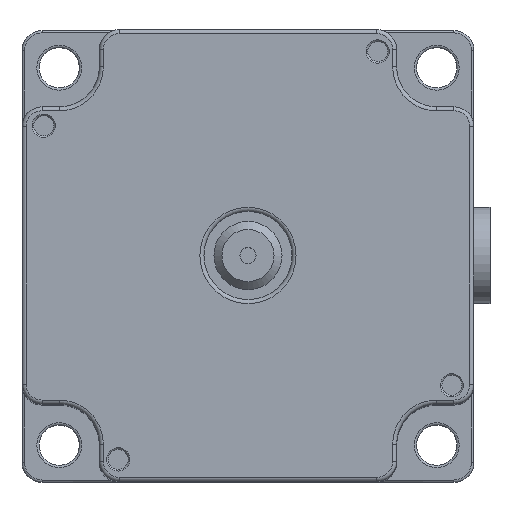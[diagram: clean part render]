
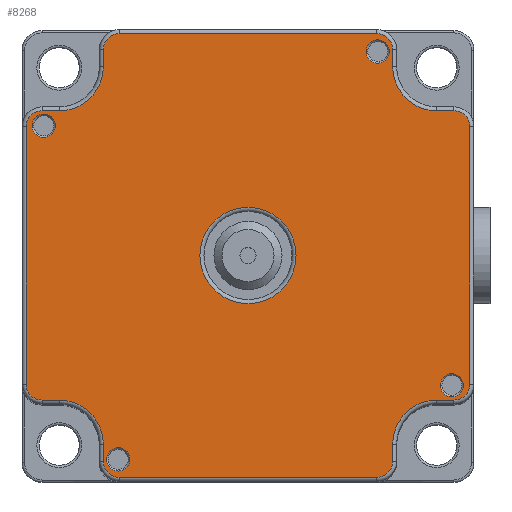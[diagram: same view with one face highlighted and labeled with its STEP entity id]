
A CAD part, top view. The second image highlights one B-rep face of the part: STEP entity #8268.
In plain terms, the highlighted planar face has unit normal (0, 0, 1).
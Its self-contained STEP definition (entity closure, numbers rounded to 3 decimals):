
#14=FACE_BOUND('',#2362,.T.);
#15=FACE_BOUND('',#2363,.T.);
#16=FACE_BOUND('',#2364,.T.);
#17=FACE_BOUND('',#2365,.T.);
#18=FACE_BOUND('',#2366,.T.);
#406=LINE('',#14218,#829);
#407=LINE('',#14222,#830);
#408=LINE('',#14226,#831);
#409=LINE('',#14230,#832);
#410=LINE('',#14234,#833);
#411=LINE('',#14238,#834);
#412=LINE('',#14242,#835);
#413=LINE('',#14246,#836);
#414=LINE('',#14250,#837);
#415=LINE('',#14254,#838);
#416=LINE('',#14258,#839);
#417=LINE('',#14262,#840);
#829=VECTOR('',#10374,2.15);
#830=VECTOR('',#10377,32.1);
#831=VECTOR('',#10380,2.15);
#832=VECTOR('',#10383,2.15);
#833=VECTOR('',#10386,32.1);
#834=VECTOR('',#10389,2.15);
#835=VECTOR('',#10392,2.15);
#836=VECTOR('',#10395,32.1);
#837=VECTOR('',#10398,2.15);
#838=VECTOR('',#10401,2.15);
#839=VECTOR('',#10404,32.1);
#840=VECTOR('',#10407,2.15);
#1799=FACE_OUTER_BOUND('',#2361,.T.);
#2361=EDGE_LOOP('',(#6018,#6019,#6020,#6021,#6022,#6023,#6024,#6025,#6026,
#6027,#6028,#6029,#6030,#6031,#6032,#6033,#6034,#6035,#6036,#6037,#6038,
#6039,#6040,#6041));
#2362=EDGE_LOOP('',(#6042));
#2363=EDGE_LOOP('',(#6043));
#2364=EDGE_LOOP('',(#6044));
#2365=EDGE_LOOP('',(#6045));
#2366=EDGE_LOOP('',(#6046));
#2931=CIRCLE('',#8953,2.);
#2932=CIRCLE('',#8954,2.);
#2933=CIRCLE('',#8955,5.5);
#2934=CIRCLE('',#8956,2.);
#2935=CIRCLE('',#8957,2.);
#2936=CIRCLE('',#8958,5.5);
#2937=CIRCLE('',#8959,2.);
#2938=CIRCLE('',#8960,2.);
#2939=CIRCLE('',#8961,5.5);
#2940=CIRCLE('',#8962,2.);
#2941=CIRCLE('',#8963,2.);
#2942=CIRCLE('',#8964,5.5);
#2943=CIRCLE('',#8965,6.);
#2944=CIRCLE('',#8966,1.45);
#2945=CIRCLE('',#8967,1.45);
#2946=CIRCLE('',#8968,1.45);
#2947=CIRCLE('',#8969,1.45);
#3560=VERTEX_POINT('',#14216);
#3561=VERTEX_POINT('',#14217);
#3562=VERTEX_POINT('',#14219);
#3563=VERTEX_POINT('',#14221);
#3564=VERTEX_POINT('',#14223);
#3565=VERTEX_POINT('',#14225);
#3566=VERTEX_POINT('',#14227);
#3567=VERTEX_POINT('',#14229);
#3568=VERTEX_POINT('',#14231);
#3569=VERTEX_POINT('',#14233);
#3570=VERTEX_POINT('',#14235);
#3571=VERTEX_POINT('',#14237);
#3572=VERTEX_POINT('',#14239);
#3573=VERTEX_POINT('',#14241);
#3574=VERTEX_POINT('',#14243);
#3575=VERTEX_POINT('',#14245);
#3576=VERTEX_POINT('',#14247);
#3577=VERTEX_POINT('',#14249);
#3578=VERTEX_POINT('',#14251);
#3579=VERTEX_POINT('',#14253);
#3580=VERTEX_POINT('',#14255);
#3581=VERTEX_POINT('',#14257);
#3582=VERTEX_POINT('',#14259);
#3583=VERTEX_POINT('',#14261);
#3584=VERTEX_POINT('',#14264);
#3585=VERTEX_POINT('',#14266);
#3586=VERTEX_POINT('',#14268);
#3587=VERTEX_POINT('',#14270);
#3588=VERTEX_POINT('',#14272);
#4445=EDGE_CURVE('',#3560,#3561,#406,.T.);
#4446=EDGE_CURVE('',#3561,#3562,#2931,.T.);
#4447=EDGE_CURVE('',#3562,#3563,#407,.T.);
#4448=EDGE_CURVE('',#3563,#3564,#2932,.T.);
#4449=EDGE_CURVE('',#3564,#3565,#408,.T.);
#4450=EDGE_CURVE('',#3565,#3566,#2933,.F.);
#4451=EDGE_CURVE('',#3566,#3567,#409,.T.);
#4452=EDGE_CURVE('',#3567,#3568,#2934,.T.);
#4453=EDGE_CURVE('',#3568,#3569,#410,.T.);
#4454=EDGE_CURVE('',#3569,#3570,#2935,.T.);
#4455=EDGE_CURVE('',#3570,#3571,#411,.T.);
#4456=EDGE_CURVE('',#3571,#3572,#2936,.F.);
#4457=EDGE_CURVE('',#3572,#3573,#412,.T.);
#4458=EDGE_CURVE('',#3573,#3574,#2937,.T.);
#4459=EDGE_CURVE('',#3574,#3575,#413,.T.);
#4460=EDGE_CURVE('',#3575,#3576,#2938,.T.);
#4461=EDGE_CURVE('',#3576,#3577,#414,.T.);
#4462=EDGE_CURVE('',#3577,#3578,#2939,.F.);
#4463=EDGE_CURVE('',#3578,#3579,#415,.T.);
#4464=EDGE_CURVE('',#3579,#3580,#2940,.T.);
#4465=EDGE_CURVE('',#3580,#3581,#416,.T.);
#4466=EDGE_CURVE('',#3581,#3582,#2941,.T.);
#4467=EDGE_CURVE('',#3582,#3583,#417,.T.);
#4468=EDGE_CURVE('',#3583,#3560,#2942,.F.);
#4469=EDGE_CURVE('',#3584,#3584,#2943,.F.);
#4470=EDGE_CURVE('',#3585,#3585,#2944,.F.);
#4471=EDGE_CURVE('',#3586,#3586,#2945,.F.);
#4472=EDGE_CURVE('',#3587,#3587,#2946,.F.);
#4473=EDGE_CURVE('',#3588,#3588,#2947,.F.);
#6018=ORIENTED_EDGE('',*,*,#4445,.T.);
#6019=ORIENTED_EDGE('',*,*,#4446,.T.);
#6020=ORIENTED_EDGE('',*,*,#4447,.T.);
#6021=ORIENTED_EDGE('',*,*,#4448,.T.);
#6022=ORIENTED_EDGE('',*,*,#4449,.T.);
#6023=ORIENTED_EDGE('',*,*,#4450,.T.);
#6024=ORIENTED_EDGE('',*,*,#4451,.T.);
#6025=ORIENTED_EDGE('',*,*,#4452,.T.);
#6026=ORIENTED_EDGE('',*,*,#4453,.T.);
#6027=ORIENTED_EDGE('',*,*,#4454,.T.);
#6028=ORIENTED_EDGE('',*,*,#4455,.T.);
#6029=ORIENTED_EDGE('',*,*,#4456,.T.);
#6030=ORIENTED_EDGE('',*,*,#4457,.T.);
#6031=ORIENTED_EDGE('',*,*,#4458,.T.);
#6032=ORIENTED_EDGE('',*,*,#4459,.T.);
#6033=ORIENTED_EDGE('',*,*,#4460,.T.);
#6034=ORIENTED_EDGE('',*,*,#4461,.T.);
#6035=ORIENTED_EDGE('',*,*,#4462,.T.);
#6036=ORIENTED_EDGE('',*,*,#4463,.T.);
#6037=ORIENTED_EDGE('',*,*,#4464,.T.);
#6038=ORIENTED_EDGE('',*,*,#4465,.T.);
#6039=ORIENTED_EDGE('',*,*,#4466,.T.);
#6040=ORIENTED_EDGE('',*,*,#4467,.T.);
#6041=ORIENTED_EDGE('',*,*,#4468,.T.);
#6042=ORIENTED_EDGE('',*,*,#4469,.T.);
#6043=ORIENTED_EDGE('',*,*,#4470,.T.);
#6044=ORIENTED_EDGE('',*,*,#4471,.T.);
#6045=ORIENTED_EDGE('',*,*,#4472,.T.);
#6046=ORIENTED_EDGE('',*,*,#4473,.T.);
#8035=PLANE('',#8952);
#8268=ADVANCED_FACE('',(#1799,#14,#15,#16,#17,#18),#8035,.T.);
#8952=AXIS2_PLACEMENT_3D('',#14215,#10372,#10373);
#8953=AXIS2_PLACEMENT_3D('',#14220,#10375,#10376);
#8954=AXIS2_PLACEMENT_3D('',#14224,#10378,#10379);
#8955=AXIS2_PLACEMENT_3D('',#14228,#10381,#10382);
#8956=AXIS2_PLACEMENT_3D('',#14232,#10384,#10385);
#8957=AXIS2_PLACEMENT_3D('',#14236,#10387,#10388);
#8958=AXIS2_PLACEMENT_3D('',#14240,#10390,#10391);
#8959=AXIS2_PLACEMENT_3D('',#14244,#10393,#10394);
#8960=AXIS2_PLACEMENT_3D('',#14248,#10396,#10397);
#8961=AXIS2_PLACEMENT_3D('',#14252,#10399,#10400);
#8962=AXIS2_PLACEMENT_3D('',#14256,#10402,#10403);
#8963=AXIS2_PLACEMENT_3D('',#14260,#10405,#10406);
#8964=AXIS2_PLACEMENT_3D('',#14263,#10408,#10409);
#8965=AXIS2_PLACEMENT_3D('',#14265,#10410,#10411);
#8966=AXIS2_PLACEMENT_3D('',#14267,#10412,#10413);
#8967=AXIS2_PLACEMENT_3D('',#14269,#10414,#10415);
#8968=AXIS2_PLACEMENT_3D('',#14271,#10416,#10417);
#8969=AXIS2_PLACEMENT_3D('',#14273,#10418,#10419);
#10372=DIRECTION('center_axis',(0.,0.,1.));
#10373=DIRECTION('ref_axis',(1.,0.,0.));
#10374=DIRECTION('',(1.,0.,0.));
#10375=DIRECTION('center_axis',(0.,0.,1.));
#10376=DIRECTION('ref_axis',(1.,0.,0.));
#10377=DIRECTION('',(0.,1.,0.));
#10378=DIRECTION('center_axis',(0.,0.,1.));
#10379=DIRECTION('ref_axis',(1.,0.,0.));
#10380=DIRECTION('',(-1.,0.,0.));
#10381=DIRECTION('center_axis',(0.,0.,1.));
#10382=DIRECTION('ref_axis',(1.,0.,0.));
#10383=DIRECTION('',(0.,1.,0.));
#10384=DIRECTION('center_axis',(0.,0.,1.));
#10385=DIRECTION('ref_axis',(1.,0.,0.));
#10386=DIRECTION('',(-1.,0.,0.));
#10387=DIRECTION('center_axis',(0.,0.,1.));
#10388=DIRECTION('ref_axis',(1.,0.,0.));
#10389=DIRECTION('',(0.,-1.,0.));
#10390=DIRECTION('center_axis',(0.,0.,1.));
#10391=DIRECTION('ref_axis',(1.,0.,0.));
#10392=DIRECTION('',(-1.,0.,0.));
#10393=DIRECTION('center_axis',(0.,0.,1.));
#10394=DIRECTION('ref_axis',(1.,0.,0.));
#10395=DIRECTION('',(0.,-1.,0.));
#10396=DIRECTION('center_axis',(0.,0.,1.));
#10397=DIRECTION('ref_axis',(1.,0.,0.));
#10398=DIRECTION('',(1.,0.,0.));
#10399=DIRECTION('center_axis',(0.,0.,1.));
#10400=DIRECTION('ref_axis',(1.,0.,0.));
#10401=DIRECTION('',(0.,-1.,0.));
#10402=DIRECTION('center_axis',(0.,0.,1.));
#10403=DIRECTION('ref_axis',(1.,0.,0.));
#10404=DIRECTION('',(1.,0.,0.));
#10405=DIRECTION('center_axis',(0.,0.,1.));
#10406=DIRECTION('ref_axis',(1.,0.,0.));
#10407=DIRECTION('',(0.,1.,0.));
#10408=DIRECTION('center_axis',(0.,0.,1.));
#10409=DIRECTION('ref_axis',(1.,0.,0.));
#10410=DIRECTION('center_axis',(0.,0.,1.));
#10411=DIRECTION('ref_axis',(1.,0.,0.));
#10412=DIRECTION('center_axis',(0.,0.,1.));
#10413=DIRECTION('ref_axis',(1.,0.,0.));
#10414=DIRECTION('center_axis',(0.,0.,1.));
#10415=DIRECTION('ref_axis',(1.,0.,0.));
#10416=DIRECTION('center_axis',(0.,0.,1.));
#10417=DIRECTION('ref_axis',(1.,0.,0.));
#10418=DIRECTION('center_axis',(0.,0.,1.));
#10419=DIRECTION('ref_axis',(1.,0.,0.));
#14215=CARTESIAN_POINT('Origin',(23.55,-23.55,75.));
#14216=CARTESIAN_POINT('',(23.55,-18.05,75.));
#14217=CARTESIAN_POINT('',(25.7,-18.05,75.));
#14218=CARTESIAN_POINT('',(23.55,-18.05,75.));
#14219=CARTESIAN_POINT('',(27.7,-16.05,75.));
#14220=CARTESIAN_POINT('Origin',(25.7,-16.05,75.));
#14221=CARTESIAN_POINT('',(27.7,16.05,75.));
#14222=CARTESIAN_POINT('',(27.7,-16.05,75.));
#14223=CARTESIAN_POINT('',(25.7,18.05,75.));
#14224=CARTESIAN_POINT('Origin',(25.7,16.05,75.));
#14225=CARTESIAN_POINT('',(23.55,18.05,75.));
#14226=CARTESIAN_POINT('',(25.7,18.05,75.));
#14227=CARTESIAN_POINT('',(18.05,23.55,75.));
#14228=CARTESIAN_POINT('Origin',(23.55,23.55,75.));
#14229=CARTESIAN_POINT('',(18.05,25.7,75.));
#14230=CARTESIAN_POINT('',(18.05,23.55,75.));
#14231=CARTESIAN_POINT('',(16.05,27.7,75.));
#14232=CARTESIAN_POINT('Origin',(16.05,25.7,75.));
#14233=CARTESIAN_POINT('',(-16.05,27.7,75.));
#14234=CARTESIAN_POINT('',(16.05,27.7,75.));
#14235=CARTESIAN_POINT('',(-18.05,25.7,75.));
#14236=CARTESIAN_POINT('Origin',(-16.05,25.7,75.));
#14237=CARTESIAN_POINT('',(-18.05,23.55,75.));
#14238=CARTESIAN_POINT('',(-18.05,25.7,75.));
#14239=CARTESIAN_POINT('',(-23.55,18.05,75.));
#14240=CARTESIAN_POINT('Origin',(-23.55,23.55,75.));
#14241=CARTESIAN_POINT('',(-25.7,18.05,75.));
#14242=CARTESIAN_POINT('',(-23.55,18.05,75.));
#14243=CARTESIAN_POINT('',(-27.7,16.05,75.));
#14244=CARTESIAN_POINT('Origin',(-25.7,16.05,75.));
#14245=CARTESIAN_POINT('',(-27.7,-16.05,75.));
#14246=CARTESIAN_POINT('',(-27.7,16.05,75.));
#14247=CARTESIAN_POINT('',(-25.7,-18.05,75.));
#14248=CARTESIAN_POINT('Origin',(-25.7,-16.05,75.));
#14249=CARTESIAN_POINT('',(-23.55,-18.05,75.));
#14250=CARTESIAN_POINT('',(-25.7,-18.05,75.));
#14251=CARTESIAN_POINT('',(-18.05,-23.55,75.));
#14252=CARTESIAN_POINT('Origin',(-23.55,-23.55,75.));
#14253=CARTESIAN_POINT('',(-18.05,-25.7,75.));
#14254=CARTESIAN_POINT('',(-18.05,-23.55,75.));
#14255=CARTESIAN_POINT('',(-16.05,-27.7,75.));
#14256=CARTESIAN_POINT('Origin',(-16.05,-25.7,75.));
#14257=CARTESIAN_POINT('',(16.05,-27.7,75.));
#14258=CARTESIAN_POINT('',(-16.05,-27.7,75.));
#14259=CARTESIAN_POINT('',(18.05,-25.7,75.));
#14260=CARTESIAN_POINT('Origin',(16.05,-25.7,75.));
#14261=CARTESIAN_POINT('',(18.05,-23.55,75.));
#14262=CARTESIAN_POINT('',(18.05,-25.7,75.));
#14263=CARTESIAN_POINT('Origin',(23.55,-23.55,75.));
#14264=CARTESIAN_POINT('',(-6.,0.,75.));
#14265=CARTESIAN_POINT('Origin',(0.,0.,75.));
#14266=CARTESIAN_POINT('',(-17.65,-25.45,75.));
#14267=CARTESIAN_POINT('Origin',(-16.2,-25.45,75.));
#14268=CARTESIAN_POINT('',(24.,-16.2,75.));
#14269=CARTESIAN_POINT('Origin',(25.45,-16.2,75.));
#14270=CARTESIAN_POINT('',(14.75,25.45,75.));
#14271=CARTESIAN_POINT('Origin',(16.2,25.45,75.));
#14272=CARTESIAN_POINT('',(-26.941,16.2,75.));
#14273=CARTESIAN_POINT('Origin',(-25.491,16.2,75.));
